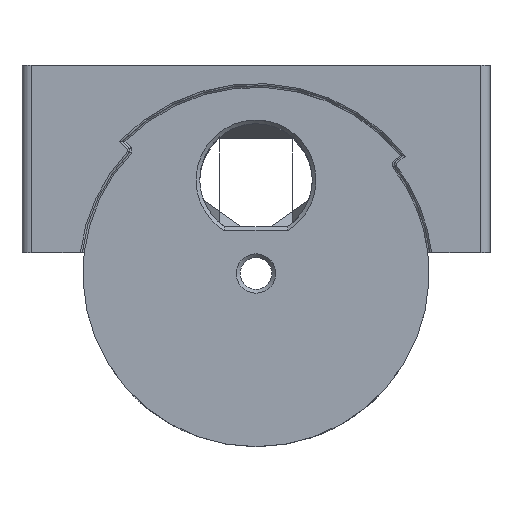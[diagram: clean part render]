
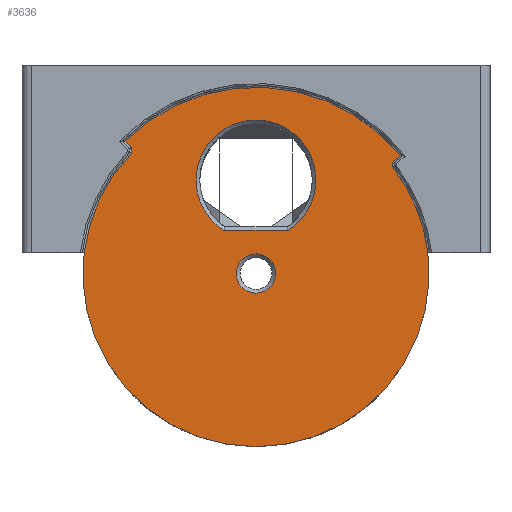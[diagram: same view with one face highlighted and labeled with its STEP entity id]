
A CAD part, top view. The second image highlights one B-rep face of the part: STEP entity #3636.
In plain terms, the highlighted planar face has unit normal (0, 0, 1).
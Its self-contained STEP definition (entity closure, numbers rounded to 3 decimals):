
#103=FACE_BOUND('',#741,.T.);
#104=FACE_BOUND('',#742,.T.);
#209=B_SPLINE_CURVE_WITH_KNOTS('',3,(#7999,#8000,#8001,#8002,#8003,#8004,
#8005,#8006,#8007,#8008,#8009,#8010,#8011,#8012,#8013,#8014,#8015,#8016,
#8017,#8018,#8019,#8020,#8021,#8022,#8023,#8024,#8025,#8026,#8027,#8028,
#8029,#8030,#8031,#8032,#8033,#8034,#8035,#8036,#8037,#8038,#8039,#8040),
 .UNSPECIFIED.,.F.,.F.,(4,2,2,2,2,1,1,2,1,2,2,2,2,2,2,2,2,2,2,1,1,1,2,4),
(-15.103,-15.002,-13.319,-11.741,
-10.252,-9.027,-8.21,-6.986,
-5.883,-4.781,-3.407,-3.29,
-2.431,-2.254,-1.832,-1.209,
-0.808,-0.551,-0.254,-0.127,
-0.064,-0.032,0.,0.012),
 .UNSPECIFIED.);
#301=CIRCLE('',#3890,2.1);
#302=CIRCLE('',#3892,18.5);
#303=CIRCLE('',#3893,18.5);
#304=CIRCLE('',#3894,18.5);
#305=CIRCLE('',#3895,19.9);
#532=FACE_OUTER_BOUND('',#740,.T.);
#740=EDGE_LOOP('',(#3224,#3225,#3226,#3227,#3228,#3229,#3230,#3231));
#741=EDGE_LOOP('',(#3232,#3233));
#742=EDGE_LOOP('',(#3234));
#1075=LINE('',#7989,#1399);
#1076=LINE('',#7991,#1400);
#1077=LINE('',#7995,#1401);
#1078=LINE('',#7996,#1402);
#1079=LINE('',#8041,#1403);
#1399=VECTOR('',#4681,10.);
#1400=VECTOR('',#4682,10.);
#1401=VECTOR('',#4685,10.);
#1402=VECTOR('',#4686,10.);
#1403=VECTOR('',#4687,10.);
#1440=VERTEX_POINT('',#4786);
#1573=VERTEX_POINT('',#5476);
#1753=VERTEX_POINT('',#7979);
#1754=VERTEX_POINT('',#7983);
#1755=VERTEX_POINT('',#7986);
#1756=VERTEX_POINT('',#7988);
#1757=VERTEX_POINT('',#7990);
#1758=VERTEX_POINT('',#7992);
#1759=VERTEX_POINT('',#7994);
#1760=VERTEX_POINT('',#7997);
#1761=VERTEX_POINT('',#7998);
#2268=EDGE_CURVE('',#1753,#1753,#301,.T.);
#2269=EDGE_CURVE('',#1440,#1754,#302,.T.);
#2270=EDGE_CURVE('',#1573,#1440,#303,.T.);
#2271=EDGE_CURVE('',#1755,#1573,#304,.T.);
#2272=EDGE_CURVE('',#1756,#1755,#1075,.T.);
#2273=EDGE_CURVE('',#1757,#1756,#1076,.T.);
#2274=EDGE_CURVE('',#1758,#1757,#305,.T.);
#2275=EDGE_CURVE('',#1759,#1758,#1077,.T.);
#2276=EDGE_CURVE('',#1754,#1759,#1078,.T.);
#2277=EDGE_CURVE('',#1760,#1761,#209,.T.);
#2278=EDGE_CURVE('',#1761,#1760,#1079,.T.);
#3224=ORIENTED_EDGE('',*,*,#2269,.F.);
#3225=ORIENTED_EDGE('',*,*,#2270,.F.);
#3226=ORIENTED_EDGE('',*,*,#2271,.F.);
#3227=ORIENTED_EDGE('',*,*,#2272,.F.);
#3228=ORIENTED_EDGE('',*,*,#2273,.F.);
#3229=ORIENTED_EDGE('',*,*,#2274,.F.);
#3230=ORIENTED_EDGE('',*,*,#2275,.F.);
#3231=ORIENTED_EDGE('',*,*,#2276,.F.);
#3232=ORIENTED_EDGE('',*,*,#2277,.F.);
#3233=ORIENTED_EDGE('',*,*,#2278,.F.);
#3234=ORIENTED_EDGE('',*,*,#2268,.F.);
#3449=PLANE('',#3891);
#3636=ADVANCED_FACE('',(#532,#103,#104),#3449,.F.);
#3890=AXIS2_PLACEMENT_3D('',#7981,#4671,#4672);
#3891=AXIS2_PLACEMENT_3D('',#7982,#4673,#4674);
#3892=AXIS2_PLACEMENT_3D('',#7984,#4675,#4676);
#3893=AXIS2_PLACEMENT_3D('',#7985,#4677,#4678);
#3894=AXIS2_PLACEMENT_3D('',#7987,#4679,#4680);
#3895=AXIS2_PLACEMENT_3D('',#7993,#4683,#4684);
#4671=DIRECTION('center_axis',(0.,0.,
1.));
#4672=DIRECTION('ref_axis',(-1.,0.,0.));
#4673=DIRECTION('center_axis',(0.,0.,
-1.));
#4674=DIRECTION('ref_axis',(-1.,0.,0.));
#4675=DIRECTION('center_axis',(0.,0.,
-1.));
#4676=DIRECTION('ref_axis',(-0.904,0.428,0.));
#4677=DIRECTION('center_axis',(0.,0.,
-1.));
#4678=DIRECTION('ref_axis',(-1.,0.,0.));
#4679=DIRECTION('center_axis',(0.,0.,
-1.));
#4680=DIRECTION('ref_axis',(0.925,0.38,0.));
#4681=DIRECTION('',(-0.111,-0.994,0.));
#4682=DIRECTION('',(-0.777,-0.629,0.));
#4683=DIRECTION('center_axis',(0.,0.,
-1.));
#4684=DIRECTION('ref_axis',(0.052,0.999,0.));
#4685=DIRECTION('',(-0.707,0.707,0.));
#4686=DIRECTION('',(-0.007,1.,0.));
#4687=DIRECTION('',(1.,0.,0.));
#4786=CARTESIAN_POINT('',(-18.363,2.25,20.));
#5476=CARTESIAN_POINT('',(18.363,2.25,20.));
#7979=CARTESIAN_POINT('',(2.1,0.,20.));
#7981=CARTESIAN_POINT('Origin',(0.,0.,
20.));
#7982=CARTESIAN_POINT('Origin',(0.,0.,20.));
#7983=CARTESIAN_POINT('',(-13.302,12.857,20.));
#7984=CARTESIAN_POINT('Origin',(0.,0.,
20.));
#7985=CARTESIAN_POINT('Origin',(0.,0.,
20.));
#7986=CARTESIAN_POINT('',(14.573,11.396,20.));
#7987=CARTESIAN_POINT('Origin',(0.,0.,
20.));
#7988=CARTESIAN_POINT('',(14.639,11.983,20.));
#7989=CARTESIAN_POINT('',(13.87,5.11,20.));
#7990=CARTESIAN_POINT('',(15.402,12.601,20.));
#7991=CARTESIAN_POINT('',(7.709,6.371,20.));
#7992=CARTESIAN_POINT('',(-14.001,14.142,20.));
#7993=CARTESIAN_POINT('Origin',(0.,0.,
20.));
#7994=CARTESIAN_POINT('',(-13.306,13.448,20.));
#7995=CARTESIAN_POINT('',(-6.47,6.611,20.));
#7996=CARTESIAN_POINT('',(-13.26,6.532,20.));
#7997=CARTESIAN_POINT('',(3.437,4.6,20.));
#7998=CARTESIAN_POINT('',(-3.437,4.6,20.));
#7999=CARTESIAN_POINT('Ctrl Pts',(3.437,4.6,20.));
#8000=CARTESIAN_POINT('Ctrl Pts',(3.471,4.622,20.));
#8001=CARTESIAN_POINT('Ctrl Pts',(3.503,4.644,20.));
#8002=CARTESIAN_POINT('Ctrl Pts',(4.133,5.061,20.));
#8003=CARTESIAN_POINT('Ctrl Pts',(4.665,5.561,20.));
#8004=CARTESIAN_POINT('Ctrl Pts',(5.501,6.66,20.));
#8005=CARTESIAN_POINT('Ctrl Pts',(5.821,7.262,20.));
#8006=CARTESIAN_POINT('Ctrl Pts',(6.25,8.476,20.));
#8007=CARTESIAN_POINT('Ctrl Pts',(6.368,9.128,20.));
#8008=CARTESIAN_POINT('Ctrl Pts',(6.416,10.208,20.));
#8009=CARTESIAN_POINT('Ctrl Pts',(6.35,10.977,20.));
#8010=CARTESIAN_POINT('Ctrl Pts',(6.111,11.977,20.));
#8011=CARTESIAN_POINT('Ctrl Pts',(5.849,12.643,20.));
#8012=CARTESIAN_POINT('Ctrl Pts',(5.424,13.42,20.));
#8013=CARTESIAN_POINT('Ctrl Pts',(4.958,14.132,20.));
#8014=CARTESIAN_POINT('Ctrl Pts',(4.143,14.918,20.));
#8015=CARTESIAN_POINT('Ctrl Pts',(2.991,15.71,20.));
#8016=CARTESIAN_POINT('Ctrl Pts',(2.184,16.093,20.));
#8017=CARTESIAN_POINT('Ctrl Pts',(1.15,16.296,20.));
#8018=CARTESIAN_POINT('Ctrl Pts',(1.068,16.311,20.));
#8019=CARTESIAN_POINT('Ctrl Pts',(0.375,16.418,20.));
#8020=CARTESIAN_POINT('Ctrl Pts',(-0.31,16.435,20.));
#8021=CARTESIAN_POINT('Ctrl Pts',(-1.187,16.291,20.));
#8022=CARTESIAN_POINT('Ctrl Pts',(-1.338,16.26,20.));
#8023=CARTESIAN_POINT('Ctrl Pts',(-1.855,16.136,20.));
#8024=CARTESIAN_POINT('Ctrl Pts',(-2.355,15.984,20.));
#8025=CARTESIAN_POINT('Ctrl Pts',(-3.745,15.275,20.));
#8026=CARTESIAN_POINT('Ctrl Pts',(-4.708,14.532,20.));
#8027=CARTESIAN_POINT('Ctrl Pts',(-5.86,12.707,20.));
#8028=CARTESIAN_POINT('Ctrl Pts',(-6.169,11.906,20.));
#8029=CARTESIAN_POINT('Ctrl Pts',(-6.402,10.527,20.));
#8030=CARTESIAN_POINT('Ctrl Pts',(-6.438,9.886,20.));
#8031=CARTESIAN_POINT('Ctrl Pts',(-6.243,8.375,20.));
#8032=CARTESIAN_POINT('Ctrl Pts',(-5.969,7.471,20.));
#8033=CARTESIAN_POINT('Ctrl Pts',(-5.177,6.211,20.));
#8034=CARTESIAN_POINT('Ctrl Pts',(-4.754,5.674,20.));
#8035=CARTESIAN_POINT('Ctrl Pts',(-4.17,5.137,20.));
#8036=CARTESIAN_POINT('Ctrl Pts',(-3.816,4.858,20.));
#8037=CARTESIAN_POINT('Ctrl Pts',(-3.628,4.726,20.));
#8038=CARTESIAN_POINT('Ctrl Pts',(-3.504,4.644,20.));
#8039=CARTESIAN_POINT('Ctrl Pts',(-3.471,4.622,20.));
#8040=CARTESIAN_POINT('Ctrl Pts',(-3.437,4.6,20.));
#8041=CARTESIAN_POINT('',(1.658,4.6,20.));
